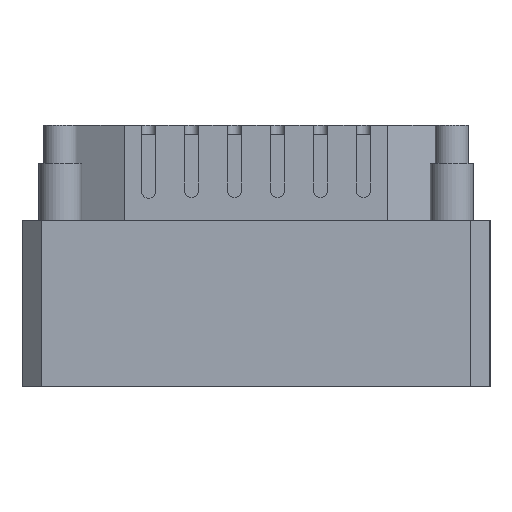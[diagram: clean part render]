
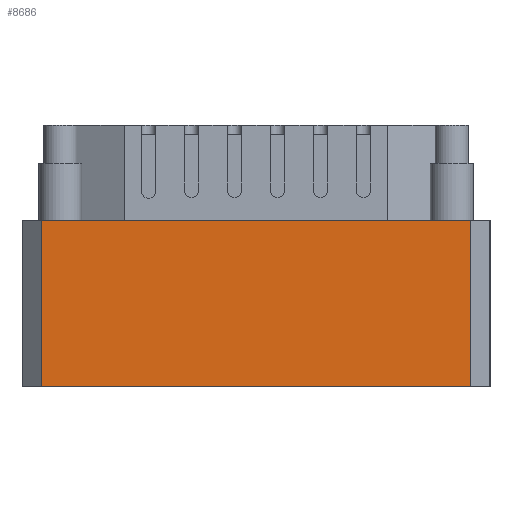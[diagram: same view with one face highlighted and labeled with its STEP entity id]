
A CAD part, left-side view. The second image highlights one B-rep face of the part: STEP entity #8686.
In plain terms, the highlighted planar face has unit normal (-1, 0, 0).
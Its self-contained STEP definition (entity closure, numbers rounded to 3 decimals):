
#438=PLANE('',#9171);
#867=FACE_OUTER_BOUND('',#1320,.T.);
#1320=EDGE_LOOP('',(#8154,#8155,#8156,#8157));
#2453=LINE('',#13648,#3633);
#2501=LINE('',#13751,#3681);
#2504=LINE('',#13757,#3684);
#2505=LINE('',#13758,#3685);
#3633=VECTOR('',#11175,10.);
#3681=VECTOR('',#11263,10.);
#3684=VECTOR('',#11268,10.);
#3685=VECTOR('',#11269,10.);
#4506=VERTEX_POINT('',#13645);
#4507=VERTEX_POINT('',#13647);
#4542=VERTEX_POINT('',#13750);
#4544=VERTEX_POINT('',#13756);
#5701=EDGE_CURVE('',#4506,#4507,#2453,.T.);
#5752=EDGE_CURVE('',#4507,#4542,#2501,.T.);
#5755=EDGE_CURVE('',#4544,#4506,#2504,.T.);
#5756=EDGE_CURVE('',#4542,#4544,#2505,.T.);
#8154=ORIENTED_EDGE('',*,*,#5752,.F.);
#8155=ORIENTED_EDGE('',*,*,#5701,.F.);
#8156=ORIENTED_EDGE('',*,*,#5755,.F.);
#8157=ORIENTED_EDGE('',*,*,#5756,.F.);
#8686=ADVANCED_FACE('',(#867),#438,.T.);
#9171=AXIS2_PLACEMENT_3D('',#13755,#11266,#11267);
#11175=DIRECTION('',(0.,-1.,0.));
#11263=DIRECTION('',(0.,0.,-1.));
#11266=DIRECTION('center_axis',(-1.,0.,0.));
#11267=DIRECTION('ref_axis',(0.,-1.,0.));
#11268=DIRECTION('',(0.,0.,1.));
#11269=DIRECTION('',(0.,1.,0.));
#13645=CARTESIAN_POINT('',(-27.25,22.5,17.4));
#13647=CARTESIAN_POINT('',(-27.25,-22.5,17.4));
#13648=CARTESIAN_POINT('',(-27.25,-24.5,17.4));
#13750=CARTESIAN_POINT('',(-27.25,-22.5,0.));
#13751=CARTESIAN_POINT('',(-27.25,-22.5,0.));
#13755=CARTESIAN_POINT('Origin',(-27.25,24.5,0.));
#13756=CARTESIAN_POINT('',(-27.25,22.5,0.));
#13757=CARTESIAN_POINT('',(-27.25,22.5,0.));
#13758=CARTESIAN_POINT('',(-27.25,-24.5,0.));
